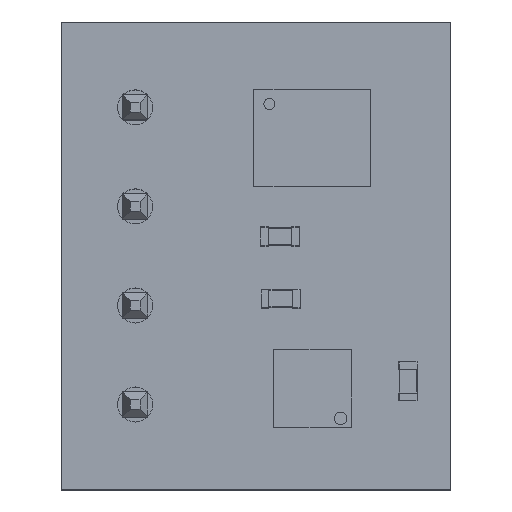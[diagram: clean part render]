
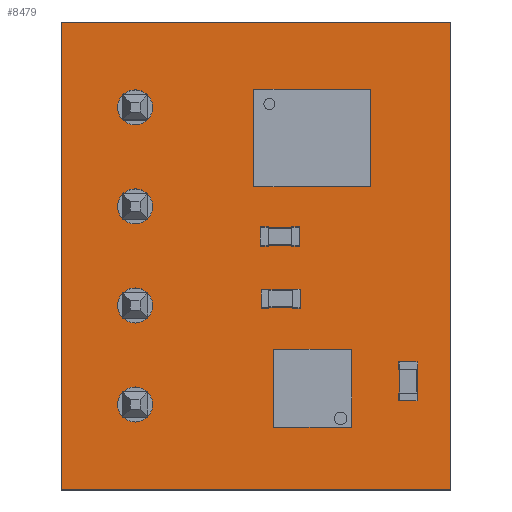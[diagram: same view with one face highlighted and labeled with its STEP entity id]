
A CAD part, top view. The second image highlights one B-rep face of the part: STEP entity #8479.
In plain terms, the highlighted planar face has unit normal (0, 0, 1).
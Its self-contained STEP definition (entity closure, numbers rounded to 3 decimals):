
#121=FACE_BOUND('',#3362,.T.);
#122=FACE_BOUND('',#3363,.T.);
#123=FACE_BOUND('',#3364,.T.);
#124=FACE_BOUND('',#3365,.T.);
#1078=LINE('',#13274,#2140);
#1082=LINE('',#13282,#2144);
#1084=LINE('',#13286,#2146);
#1088=LINE('',#13301,#2150);
#2140=VECTOR('',#10932,1.);
#2144=VECTOR('',#10938,1.);
#2146=VECTOR('',#10942,1.);
#2150=VECTOR('',#10958,1.);
#2829=FACE_OUTER_BOUND('',#3361,.T.);
#3361=EDGE_LOOP('',(#7065,#7066,#7067,#7068));
#3362=EDGE_LOOP('',(#7069));
#3363=EDGE_LOOP('',(#7070));
#3364=EDGE_LOOP('',(#7071));
#3365=EDGE_LOOP('',(#7072));
#3547=CIRCLE('',#9146,0.45);
#3548=CIRCLE('',#9147,0.45);
#3549=CIRCLE('',#9148,0.45);
#3550=CIRCLE('',#9149,0.45);
#4100=VERTEX_POINT('',#13271);
#4101=VERTEX_POINT('',#13273);
#4104=VERTEX_POINT('',#13280);
#4105=VERTEX_POINT('',#13285);
#4111=VERTEX_POINT('',#13302);
#4112=VERTEX_POINT('',#13304);
#4113=VERTEX_POINT('',#13306);
#4114=VERTEX_POINT('',#13308);
#5104=EDGE_CURVE('',#4100,#4101,#1078,.T.);
#5108=EDGE_CURVE('',#4104,#4100,#1082,.T.);
#5110=EDGE_CURVE('',#4101,#4105,#1084,.T.);
#5118=EDGE_CURVE('',#4105,#4104,#1088,.T.);
#5119=EDGE_CURVE('',#4111,#4111,#3547,.T.);
#5120=EDGE_CURVE('',#4112,#4112,#3548,.T.);
#5121=EDGE_CURVE('',#4113,#4113,#3549,.T.);
#5122=EDGE_CURVE('',#4114,#4114,#3550,.T.);
#7065=ORIENTED_EDGE('',*,*,#5104,.F.);
#7066=ORIENTED_EDGE('',*,*,#5108,.F.);
#7067=ORIENTED_EDGE('',*,*,#5118,.F.);
#7068=ORIENTED_EDGE('',*,*,#5110,.F.);
#7069=ORIENTED_EDGE('',*,*,#5119,.F.);
#7070=ORIENTED_EDGE('',*,*,#5120,.F.);
#7071=ORIENTED_EDGE('',*,*,#5121,.F.);
#7072=ORIENTED_EDGE('',*,*,#5122,.F.);
#7985=PLANE('',#9145);
#8479=ADVANCED_FACE('',(#2829,#121,#122,#123,#124),#7985,.F.);
#9145=AXIS2_PLACEMENT_3D('',#13300,#10956,#10957);
#9146=AXIS2_PLACEMENT_3D('',#13303,#10959,#10960);
#9147=AXIS2_PLACEMENT_3D('',#13305,#10961,#10962);
#9148=AXIS2_PLACEMENT_3D('',#13307,#10963,#10964);
#9149=AXIS2_PLACEMENT_3D('',#13309,#10965,#10966);
#10932=DIRECTION('',(-1.,0.,0.));
#10938=DIRECTION('',(0.,-1.,0.));
#10942=DIRECTION('',(0.,1.,0.));
#10956=DIRECTION('center_axis',(0.,0.,-1.));
#10957=DIRECTION('ref_axis',(-1.,0.,0.));
#10958=DIRECTION('',(1.,0.,0.));
#10959=DIRECTION('center_axis',(0.,0.,1.));
#10960=DIRECTION('ref_axis',(1.,0.,0.));
#10961=DIRECTION('center_axis',(0.,0.,1.));
#10962=DIRECTION('ref_axis',(1.,0.,0.));
#10963=DIRECTION('center_axis',(0.,0.,1.));
#10964=DIRECTION('ref_axis',(1.,0.,0.));
#10965=DIRECTION('center_axis',(0.,0.,1.));
#10966=DIRECTION('ref_axis',(1.,0.,0.));
#13271=CARTESIAN_POINT('',(130.6,-86.7,1.58));
#13273=CARTESIAN_POINT('',(120.6,-86.7,1.58));
#13274=CARTESIAN_POINT('',(130.6,-86.7,1.58));
#13280=CARTESIAN_POINT('',(130.6,-74.7,1.58));
#13282=CARTESIAN_POINT('',(130.6,-74.7,1.58));
#13285=CARTESIAN_POINT('',(120.6,-74.7,1.58));
#13286=CARTESIAN_POINT('',(120.6,-86.7,1.58));
#13300=CARTESIAN_POINT('Origin',(125.6,-80.7,1.58));
#13301=CARTESIAN_POINT('',(120.6,-74.7,1.58));
#13302=CARTESIAN_POINT('',(122.05,-84.51,1.58));
#13303=CARTESIAN_POINT('Origin',(122.5,-84.51,1.58));
#13304=CARTESIAN_POINT('',(122.05,-81.97,1.58));
#13305=CARTESIAN_POINT('Origin',(122.5,-81.97,1.58));
#13306=CARTESIAN_POINT('',(122.05,-79.43,1.58));
#13307=CARTESIAN_POINT('Origin',(122.5,-79.43,1.58));
#13308=CARTESIAN_POINT('',(122.05,-76.89,1.58));
#13309=CARTESIAN_POINT('Origin',(122.5,-76.89,1.58));
